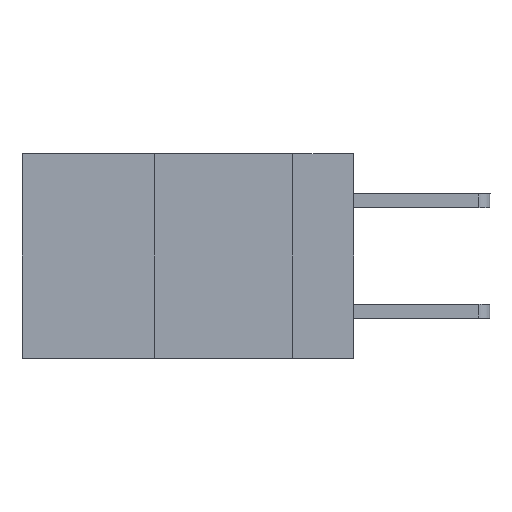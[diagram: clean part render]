
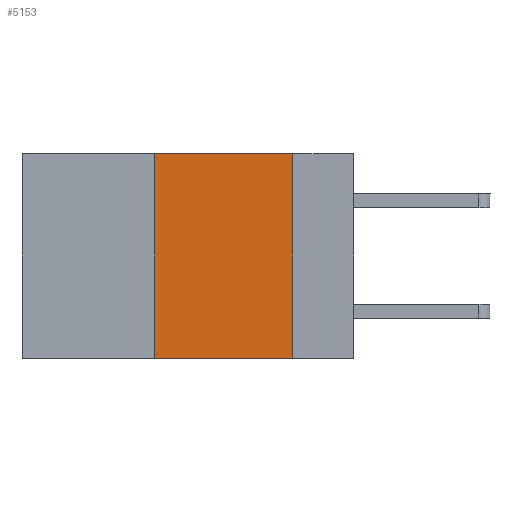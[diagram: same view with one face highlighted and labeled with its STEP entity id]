
A CAD part, left-side view. The second image highlights one B-rep face of the part: STEP entity #5153.
In plain terms, the highlighted planar face has unit normal (-1, 0, 0).
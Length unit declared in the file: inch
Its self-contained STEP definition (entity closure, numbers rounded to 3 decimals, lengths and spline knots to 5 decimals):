
#345 = VECTOR ( 'NONE', #766, 39.37008 ) ;
#523 = FACE_OUTER_BOUND ( 'NONE', #4492, .T. ) ;
#723 = LINE ( 'NONE', #4407, #345 ) ;
#766 = DIRECTION ( 'NONE',  ( 0., -1., 0. ) ) ;
#1279 = VECTOR ( 'NONE', #3361, 39.37008 ) ;
#1748 = VERTEX_POINT ( 'NONE', #4128 ) ;
#2606 = EDGE_CURVE ( 'NONE', #5407, #6133, #3876, .T. ) ;
#3361 = DIRECTION ( 'NONE',  ( 0., 0., 1. ) ) ;
#3381 = CARTESIAN_POINT ( 'NONE',  ( 0., 0.36, 0. ) ) ;
#3876 = LINE ( 'NONE', #5252, #7317 ) ;
#4128 = CARTESIAN_POINT ( 'NONE',  ( 0., 0.36, -0.37 ) ) ;
#4266 = CARTESIAN_POINT ( 'NONE',  ( 0., 0.11, 0. ) ) ;
#4407 = CARTESIAN_POINT ( 'NONE',  ( 0., 0.6, 0. ) ) ;
#4432 = EDGE_CURVE ( 'NONE', #1748, #6133, #4565, .T. ) ;
#4492 = EDGE_LOOP ( 'NONE', ( #4569, #5831, #5887, #4564 ) ) ;
#4564 = ORIENTED_EDGE ( 'NONE', *, *, #4432, .T. ) ;
#4565 = LINE ( 'NONE', #6263, #7820 ) ;
#4569 = ORIENTED_EDGE ( 'NONE', *, *, #2606, .F. ) ;
#5153 = ADVANCED_FACE ( 'NONE', ( #523 ), #6303, .F. ) ;
#5191 = DIRECTION ( 'NONE',  ( 0., 0., -1. ) ) ;
#5252 = CARTESIAN_POINT ( 'NONE',  ( 0., 0.11, 0. ) ) ;
#5407 = VERTEX_POINT ( 'NONE', #4266 ) ;
#5501 = EDGE_CURVE ( 'NONE', #1748, #8182, #8500, .T. ) ;
#5608 = DIRECTION ( 'NONE',  ( 0., -1., 0. ) ) ;
#5831 = ORIENTED_EDGE ( 'NONE', *, *, #7872, .F. ) ;
#5887 = ORIENTED_EDGE ( 'NONE', *, *, #5501, .F. ) ;
#6133 = VERTEX_POINT ( 'NONE', #7250 ) ;
#6263 = CARTESIAN_POINT ( 'NONE',  ( 0., 0.6, -0.37 ) ) ;
#6269 = DIRECTION ( 'NONE',  ( 0., 0., -1. ) ) ;
#6292 = DIRECTION ( 'NONE',  ( 1., 0., 0. ) ) ;
#6296 = CARTESIAN_POINT ( 'NONE',  ( 0., 0.6, 0. ) ) ;
#6303 = PLANE ( 'NONE',  #8925 ) ;
#7243 = CARTESIAN_POINT ( 'NONE',  ( 0., 0.36, 0. ) ) ;
#7250 = CARTESIAN_POINT ( 'NONE',  ( 0., 0.11, -0.37 ) ) ;
#7317 = VECTOR ( 'NONE', #5191, 39.37008 ) ;
#7820 = VECTOR ( 'NONE', #5608, 39.37008 ) ;
#7872 = EDGE_CURVE ( 'NONE', #8182, #5407, #723, .T. ) ;
#8182 = VERTEX_POINT ( 'NONE', #7243 ) ;
#8500 = LINE ( 'NONE', #3381, #1279 ) ;
#8925 = AXIS2_PLACEMENT_3D ( 'NONE', #6296, #6292, #6269 ) ;
